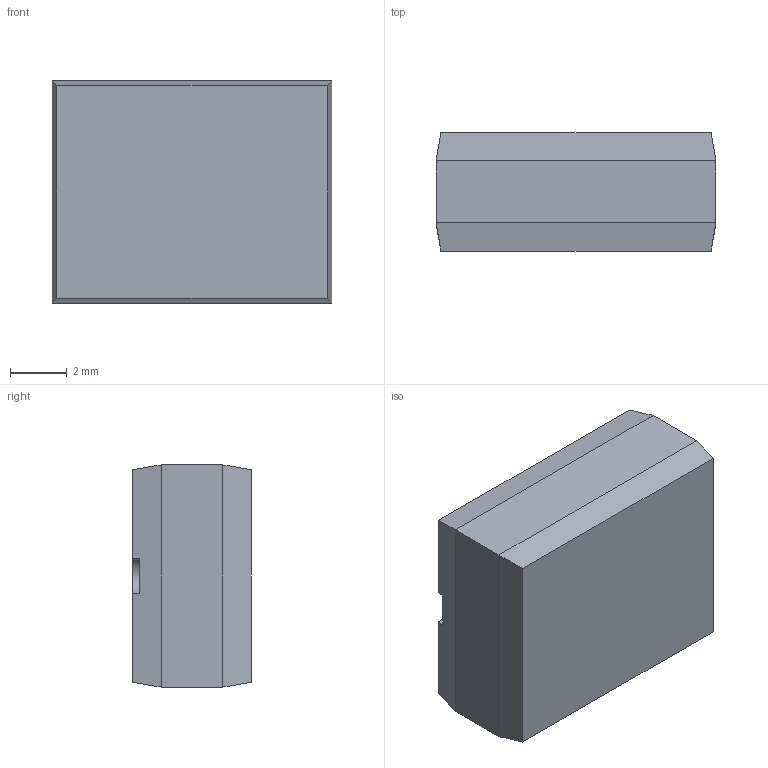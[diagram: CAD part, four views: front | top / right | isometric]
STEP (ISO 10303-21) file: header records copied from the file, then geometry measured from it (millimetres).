
FILE_DESCRIPTION (( 'STEP AP214' ), '1' );
FILE_NAME ( 'DIP762W47P254L991H457Q8.STEP', '2018-01-31T15:42:26', ( '' ), ( '' ), 'Part was generated with the free Library Expert Lite available at www.PCBLibraries.com. Removing line will violate the End User License Agreement.', '©2017 PCB Libraries, Inc.', '' );
FILE_SCHEMA (( 'AUTOMOTIVE_DESIGN' ));
Length unit declared in the file: millimetre
Products named in the file (1): DIP762W47P254L991H457Q8
Bounding box: 9.91 x 4.19 x 7.87 mm (x, y, z)
Volume: 320.5 mm3; surface area: 292.9 mm2
Topology: 1 solids, 1 shells, 18 faces, 40 edges, 24 vertices
Faces by surface type: plane 17, cylinder 1
Entity records: 4040 total; most frequent: CARTESIAN_POINT 627, ORIENTED_EDGE 608, DIRECTION 584, EDGE_CURVE 304, VECTOR 270, LINE 270, VERTEX_POINT 200, AXIS2_PLACEMENT_3D 157
